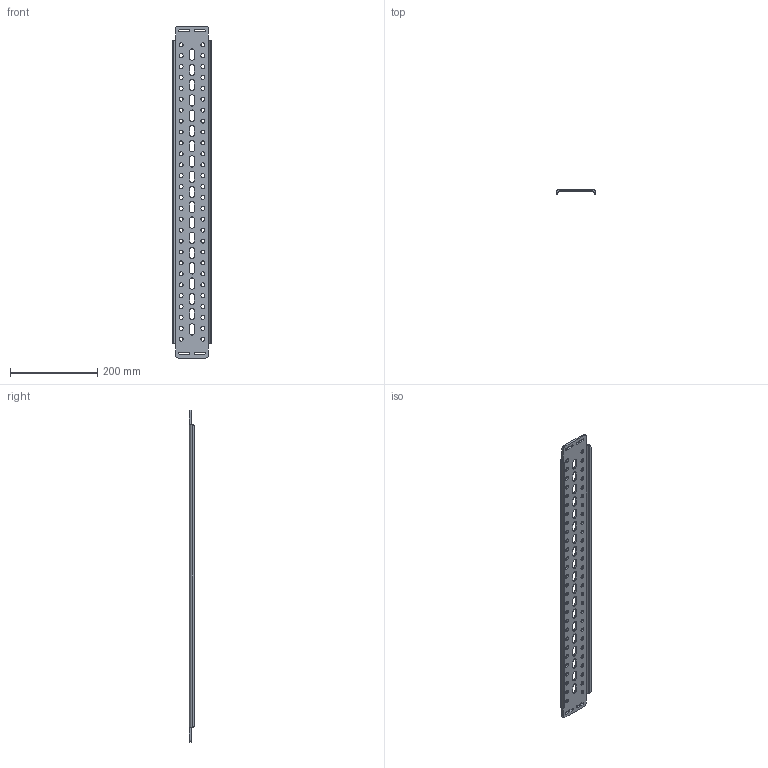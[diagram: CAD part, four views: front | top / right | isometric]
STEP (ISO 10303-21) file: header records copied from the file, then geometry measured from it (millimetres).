
FILE_DESCRIPTION (( 'STEP AP214' ), '1' );
FILE_NAME ('998.080.STEP', '2024-10-01T10:56:06', ( '' ), ( '' ), 'SwSTEP 2.0', 'SolidWorks 2021', '' );
FILE_SCHEMA (( 'AUTOMOTIVE_DESIGN' ));
Length unit declared in the file: millimetre
Products named in the file (1): 998.080
Bounding box: 91 x 12 x 761 mm (x, y, z)
Volume: 266477.2 mm3; surface area: 152204.8 mm2
Topology: 1 solids, 1 shells, 253 faces, 745 edges, 494 vertices
Faces by surface type: cylinder 189, plane 64
Entity records: 8995 total; most frequent: DIRECTION 1623, CARTESIAN_POINT 1541, ORIENTED_EDGE 1490, EDGE_CURVE 745, AXIS2_PLACEMENT_3D 632, VERTEX_POINT 494, EDGE_LOOP 411, CIRCLE 378
